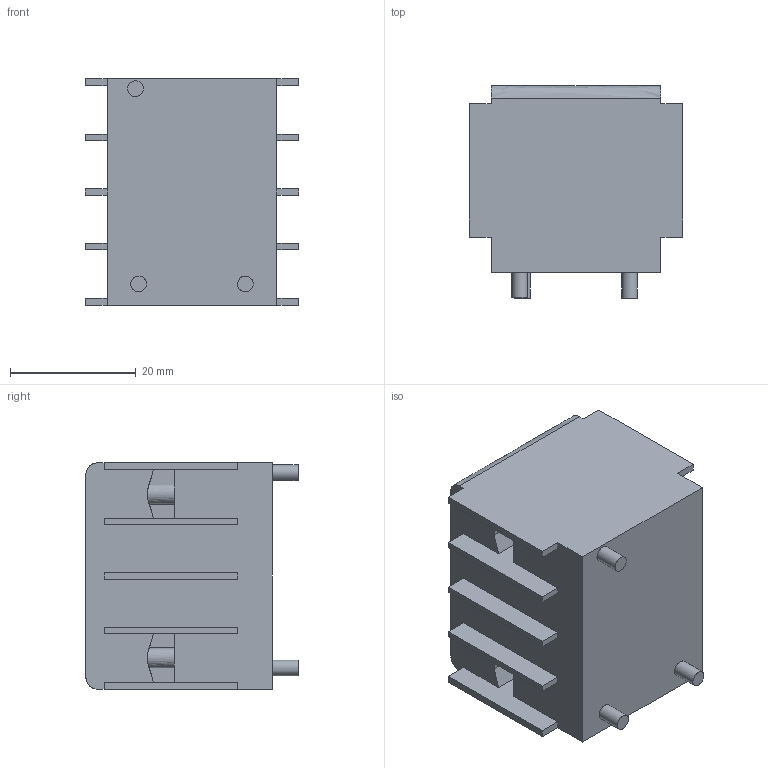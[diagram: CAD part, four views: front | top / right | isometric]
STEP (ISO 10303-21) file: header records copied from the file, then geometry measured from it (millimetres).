
FILE_DESCRIPTION((''),'2;1');
FILE_NAME('100-KF_2polig.stp', '2008-04-30T14:45:25',('User'),('SDRC'),'I-DEAS Master Series','UNIX','Yes');
FILE_SCHEMA(('CONFIG_CONTROL_DESIGN', 'GEOMETRIC_VALIDATION_PROPERTIES_MIM','SHAPE_APPEARANCE_LAYER_MIM'));
Length unit declared in the file: millimetre
Bounding box: 34 x 33.8 x 36.1 mm (x, y, z)
Volume: 27793.6 mm3; surface area: 9165.8 mm2
Topology: 1 solids, 1 shells, 152 faces, 459 edges, 338 vertices
Faces by surface type: bspline 152
Entity records: 5299 total; most frequent: CARTESIAN_POINT 2214, ORIENTED_EDGE 870, EDGE_CURVE 435, OVER_RIDING_STYLED_ITEM 318, VERTEX_POINT 290, B_SPLINE_CURVE_WITH_KNOTS 228, EDGE_LOOP 165, QUASI_UNIFORM_CURVE 153
